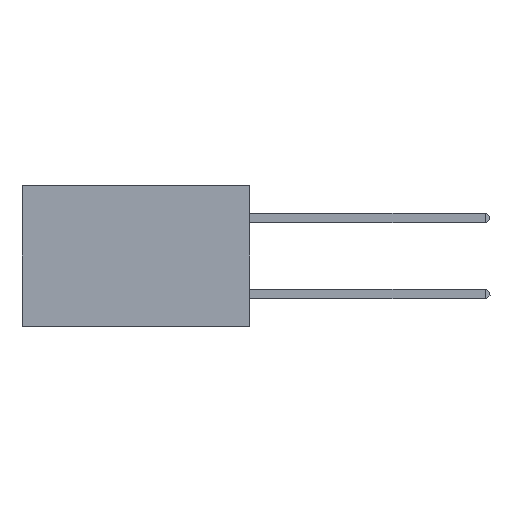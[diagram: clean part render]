
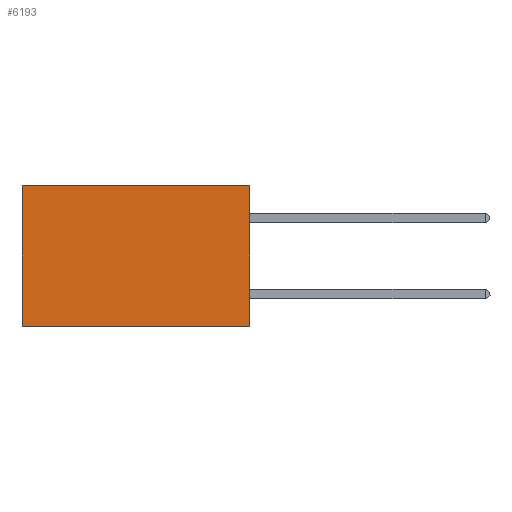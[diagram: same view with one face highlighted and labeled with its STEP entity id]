
A CAD part, left-side view. The second image highlights one B-rep face of the part: STEP entity #6193.
In plain terms, the highlighted planar face has unit normal (-1, 0, 0).
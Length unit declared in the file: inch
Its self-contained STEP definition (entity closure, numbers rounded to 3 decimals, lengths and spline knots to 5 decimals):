
#181 = VECTOR ( 'NONE', #6263, 39.37008 ) ;
#662 = CARTESIAN_POINT ( 'NONE',  ( 0.2875, 0.6, 0. ) ) ;
#664 = DIRECTION ( 'NONE',  ( 1., 0., 0. ) ) ;
#896 = VECTOR ( 'NONE', #3194, 39.37008 ) ;
#1024 = VERTEX_POINT ( 'NONE', #3038 ) ;
#1544 = ORIENTED_EDGE ( 'NONE', *, *, #8641, .T. ) ;
#1678 = LINE ( 'NONE', #8799, #9853 ) ;
#2267 = CARTESIAN_POINT ( 'NONE',  ( 0.2875, 0., 0. ) ) ;
#2421 = CARTESIAN_POINT ( 'NONE',  ( 0.2875, 0., 0. ) ) ;
#2720 = ORIENTED_EDGE ( 'NONE', *, *, #5216, .F. ) ;
#3038 = CARTESIAN_POINT ( 'NONE',  ( 0.2875, 0.6, 0. ) ) ;
#3194 = DIRECTION ( 'NONE',  ( 0., 0., -1. ) ) ;
#3352 = CARTESIAN_POINT ( 'NONE',  ( 0.2875, 0., 0. ) ) ;
#3447 = CARTESIAN_POINT ( 'NONE',  ( 0.2875, 0., -0.37 ) ) ;
#4818 = ORIENTED_EDGE ( 'NONE', *, *, #11697, .F. ) ;
#5216 = EDGE_CURVE ( 'NONE', #6137, #5844, #8789, .T. ) ;
#5844 = VERTEX_POINT ( 'NONE', #7501 ) ;
#6137 = VERTEX_POINT ( 'NONE', #2421 ) ;
#6193 = ADVANCED_FACE ( 'NONE', ( #6706 ), #8856, .F. ) ;
#6263 = DIRECTION ( 'NONE',  ( 0., 0., -1. ) ) ;
#6706 = FACE_OUTER_BOUND ( 'NONE', #10203, .T. ) ;
#6973 = DIRECTION ( 'NONE',  ( 0., 1., 0. ) ) ;
#7221 = DIRECTION ( 'NONE',  ( 0., 1., 0. ) ) ;
#7501 = CARTESIAN_POINT ( 'NONE',  ( 0.2875, 0., -0.37 ) ) ;
#7875 = VERTEX_POINT ( 'NONE', #10697 ) ;
#8622 = ORIENTED_EDGE ( 'NONE', *, *, #10038, .T. ) ;
#8641 = EDGE_CURVE ( 'NONE', #6137, #1024, #1678, .T. ) ;
#8652 = LINE ( 'NONE', #662, #181 ) ;
#8789 = LINE ( 'NONE', #2267, #896 ) ;
#8799 = CARTESIAN_POINT ( 'NONE',  ( 0.2875, 0., 0. ) ) ;
#8856 = PLANE ( 'NONE',  #10234 ) ;
#9191 = VECTOR ( 'NONE', #7221, 39.37008 ) ;
#9853 = VECTOR ( 'NONE', #6973, 39.37008 ) ;
#10038 = EDGE_CURVE ( 'NONE', #1024, #7875, #8652, .T. ) ;
#10203 = EDGE_LOOP ( 'NONE', ( #8622, #4818, #2720, #1544 ) ) ;
#10234 = AXIS2_PLACEMENT_3D ( 'NONE', #3352, #664, #11767 ) ;
#10697 = CARTESIAN_POINT ( 'NONE',  ( 0.2875, 0.6, -0.37 ) ) ;
#11648 = LINE ( 'NONE', #3447, #9191 ) ;
#11697 = EDGE_CURVE ( 'NONE', #5844, #7875, #11648, .T. ) ;
#11767 = DIRECTION ( 'NONE',  ( 0., 0., -1. ) ) ;
